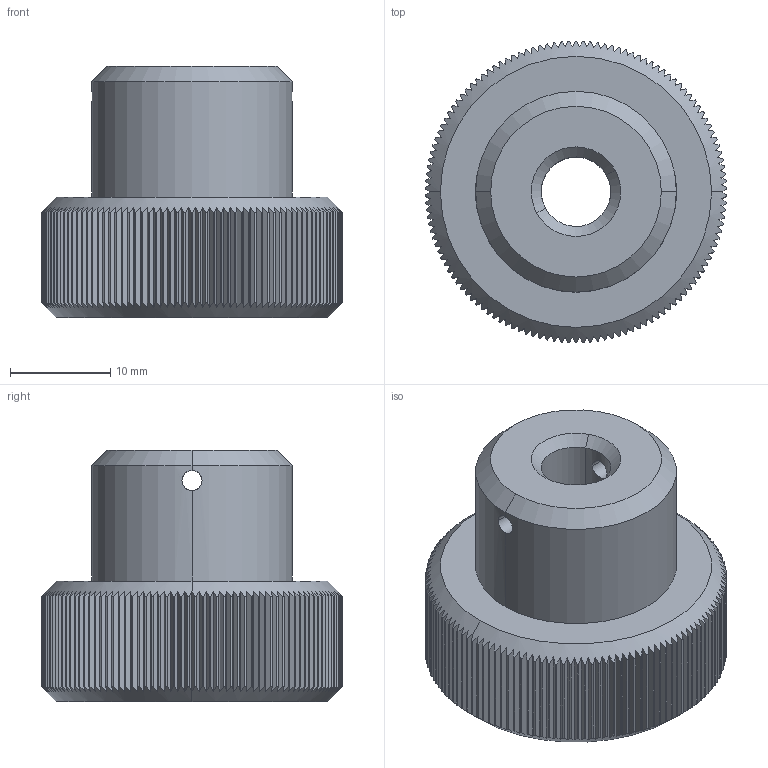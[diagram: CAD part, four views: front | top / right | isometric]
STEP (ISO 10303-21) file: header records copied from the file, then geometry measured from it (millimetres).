
FILE_DESCRIPTION(('CATIA V5 STEP Exchange'),'2;1');
FILE_NAME('cap_antrenare.stp','2010-10-28T13:57:17+00:00',('none'),('none'),'CATIA Version 5 Release 19 SP 2 (IN-10)','CATIA V5 STEP AP203','none');
FILE_SCHEMA(('CONFIG_CONTROL_DESIGN'));
Length unit declared in the file: millimetre
Products named in the file (1): cap_antrenare
Bounding box: 29.99 x 30 x 25 mm (x, y, z)
Volume: 8223.5 mm3; surface area: 4728.1 mm2
Topology: 1 solids, 1 shells, 412 faces, 1222 edges, 812 vertices
Faces by surface type: plane 264, cylinder 140, cone 8
Entity records: 13953 total; most frequent: CARTESIAN_POINT 4468, ORIENTED_EDGE 2444, DIRECTION 1244, EDGE_CURVE 1222, VERTEX_POINT 812, AXIS2_PLACEMENT_3D 558, B_SPLINE_CURVE_WITH_KNOTS 532, EDGE_LOOP 418
